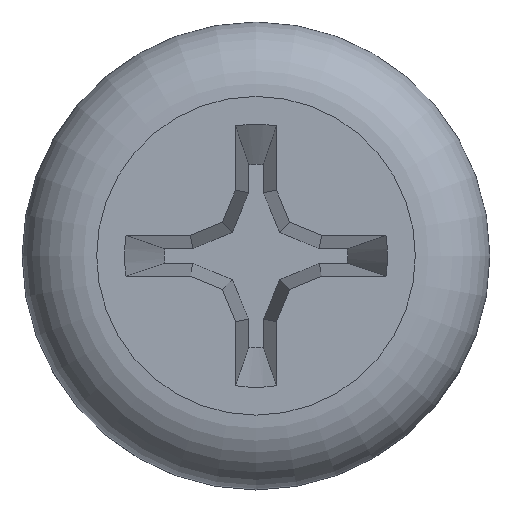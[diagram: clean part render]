
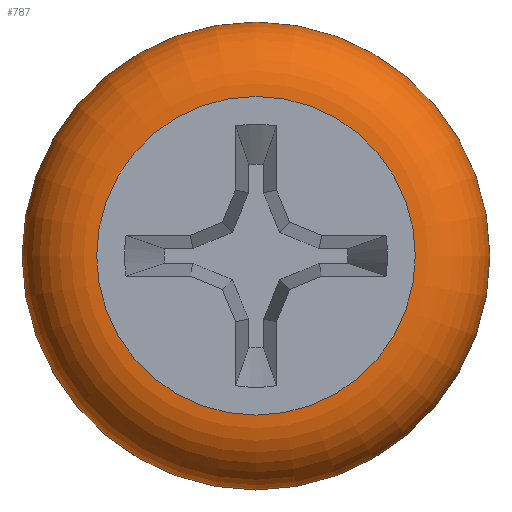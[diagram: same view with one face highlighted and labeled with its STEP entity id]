
A CAD part, top view. The second image highlights one B-rep face of the part: STEP entity #787.
In plain terms, the highlighted toroidal (fillet/blend) face has major radius 5.45 mm and minor radius 2.55 mm.
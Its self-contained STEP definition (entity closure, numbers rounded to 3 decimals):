
#40=TOROIDAL_SURFACE('',#857,5.45,2.55);
#70=FACE_OUTER_BOUND('',#113,.T.);
#113=EDGE_LOOP('',(#581,#582,#583,#584,#585,#586,#587));
#150=CIRCLE('',#858,8.);
#151=CIRCLE('',#859,8.);
#152=CIRCLE('',#860,2.55);
#153=CIRCLE('',#861,5.45);
#154=CIRCLE('',#862,5.45);
#155=CIRCLE('',#863,8.);
#350=VERTEX_POINT('',#3914);
#351=VERTEX_POINT('',#3915);
#352=VERTEX_POINT('',#3917);
#353=VERTEX_POINT('',#3919);
#354=VERTEX_POINT('',#3921);
#446=EDGE_CURVE('',#350,#351,#150,.T.);
#447=EDGE_CURVE('',#352,#350,#151,.T.);
#448=EDGE_CURVE('',#352,#353,#152,.T.);
#449=EDGE_CURVE('',#353,#354,#153,.T.);
#450=EDGE_CURVE('',#354,#353,#154,.T.);
#451=EDGE_CURVE('',#351,#352,#155,.T.);
#581=ORIENTED_EDGE('',*,*,#446,.F.);
#582=ORIENTED_EDGE('',*,*,#447,.F.);
#583=ORIENTED_EDGE('',*,*,#448,.T.);
#584=ORIENTED_EDGE('',*,*,#449,.T.);
#585=ORIENTED_EDGE('',*,*,#450,.T.);
#586=ORIENTED_EDGE('',*,*,#448,.F.);
#587=ORIENTED_EDGE('',*,*,#451,.F.);
#787=ADVANCED_FACE('',(#70),#40,.T.);
#857=AXIS2_PLACEMENT_3D('',#3913,#955,#956);
#858=AXIS2_PLACEMENT_3D('',#3916,#957,#958);
#859=AXIS2_PLACEMENT_3D('',#3918,#959,#960);
#860=AXIS2_PLACEMENT_3D('',#3920,#961,#962);
#861=AXIS2_PLACEMENT_3D('',#3922,#963,#964);
#862=AXIS2_PLACEMENT_3D('',#3923,#965,#966);
#863=AXIS2_PLACEMENT_3D('',#3924,#967,#968);
#955=DIRECTION('center_axis',(0.,0.,-1.));
#956=DIRECTION('ref_axis',(0.,1.,0.));
#957=DIRECTION('center_axis',(0.,0.,-1.));
#958=DIRECTION('ref_axis',(0.,1.,0.));
#959=DIRECTION('center_axis',(0.,0.,-1.));
#960=DIRECTION('ref_axis',(0.,1.,0.));
#961=DIRECTION('center_axis',(-1.,0.,0.));
#962=DIRECTION('ref_axis',(0.,-1.,0.));
#963=DIRECTION('center_axis',(0.,0.,-1.));
#964=DIRECTION('ref_axis',(0.,1.,0.));
#965=DIRECTION('center_axis',(0.,0.,-1.));
#966=DIRECTION('ref_axis',(0.,1.,0.));
#967=DIRECTION('center_axis',(0.,0.,-1.));
#968=DIRECTION('ref_axis',(0.,1.,0.));
#3913=CARTESIAN_POINT('Origin',(0.,0.,3.45));
#3914=CARTESIAN_POINT('',(-8.,0.,3.45));
#3915=CARTESIAN_POINT('',(8.,0.,3.45));
#3916=CARTESIAN_POINT('Origin',(0.,0.,3.45));
#3917=CARTESIAN_POINT('',(0.,-8.,3.45));
#3918=CARTESIAN_POINT('Origin',(0.,0.,3.45));
#3919=CARTESIAN_POINT('',(0.,-5.45,6.));
#3920=CARTESIAN_POINT('Origin',(0.,-5.45,3.45));
#3921=CARTESIAN_POINT('',(0.,5.45,6.));
#3922=CARTESIAN_POINT('Origin',(0.,0.,6.));
#3923=CARTESIAN_POINT('Origin',(0.,0.,6.));
#3924=CARTESIAN_POINT('Origin',(0.,0.,3.45));
